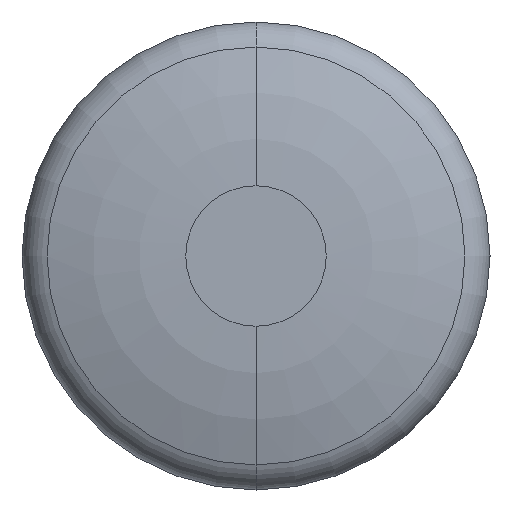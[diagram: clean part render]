
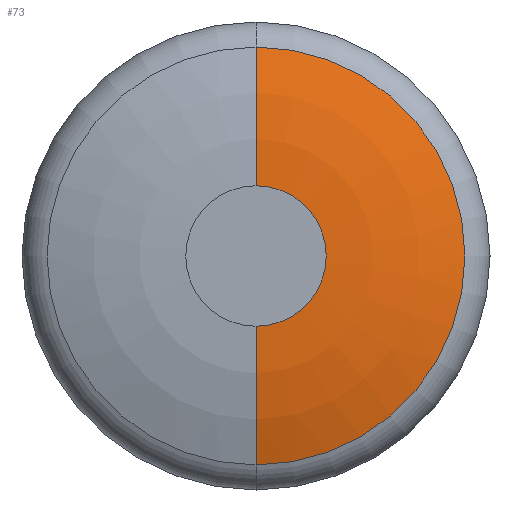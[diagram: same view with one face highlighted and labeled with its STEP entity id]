
A CAD part, front view. The second image highlights one B-rep face of the part: STEP entity #73.
In plain terms, the highlighted toroidal (fillet/blend) face has major radius 0.476 mm and minor radius 2.857 mm.
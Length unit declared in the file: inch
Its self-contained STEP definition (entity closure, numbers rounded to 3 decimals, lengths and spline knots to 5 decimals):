
#4 = CARTESIAN_POINT ( 'NONE',  ( 0., 0.00627, 0.05579 ) ) ;
#5 = CIRCLE ( 'NONE', #86, 0.1125 ) ;
#15 = CIRCLE ( 'NONE', #299, 0.01875 ) ;
#25 = FACE_OUTER_BOUND ( 'NONE', #163, .T. ) ;
#29 = DIRECTION ( 'NONE',  ( 0., 0., -1. ) ) ;
#34 = VERTEX_POINT ( 'NONE', #398 ) ;
#44 = VERTEX_POINT ( 'NONE', #218 ) ;
#73 = ADVANCED_FACE ( 'NONE', ( #25 ), #198, .T. ) ;
#84 = ORIENTED_EDGE ( 'NONE', *, *, #366, .F. ) ;
#85 = DIRECTION ( 'NONE',  ( 0., 0., 1. ) ) ;
#86 = AXIS2_PLACEMENT_3D ( 'NONE', #385, #197, #349 ) ;
#139 = DIRECTION ( 'NONE',  ( 0., 0., -1. ) ) ;
#140 = AXIS2_PLACEMENT_3D ( 'NONE', #234, #411, #139 ) ;
#163 = EDGE_LOOP ( 'NONE', ( #257, #485, #84, #374 ) ) ;
#187 = DIRECTION ( 'NONE',  ( 0., 0., -1. ) ) ;
#190 = CARTESIAN_POINT ( 'NONE',  ( 0., 0.1125, 0. ) ) ;
#197 = DIRECTION ( 'NONE',  ( 1., 0., 0. ) ) ;
#198 = TOROIDAL_SURFACE ( 'NONE', #341, 0.01875, 0.1125 ) ;
#218 = CARTESIAN_POINT ( 'NONE',  ( 0., 0.00627, -0.05579 ) ) ;
#234 = CARTESIAN_POINT ( 'NONE',  ( 0., 0.00627, 0. ) ) ;
#249 = VERTEX_POINT ( 'NONE', #413 ) ;
#257 = ORIENTED_EDGE ( 'NONE', *, *, #390, .T. ) ;
#266 = EDGE_CURVE ( 'NONE', #281, #34, #5, .T. ) ;
#276 = CIRCLE ( 'NONE', #140, 0.05579 ) ;
#281 = VERTEX_POINT ( 'NONE', #4 ) ;
#286 = CARTESIAN_POINT ( 'NONE',  ( 0., 0.1125, -0.01875 ) ) ;
#299 = AXIS2_PLACEMENT_3D ( 'NONE', #370, #466, #29 ) ;
#307 = EDGE_CURVE ( 'NONE', #44, #249, #323, .T. ) ;
#311 = DIRECTION ( 'NONE',  ( 0., -1., 0. ) ) ;
#323 = CIRCLE ( 'NONE', #335, 0.1125 ) ;
#335 = AXIS2_PLACEMENT_3D ( 'NONE', #286, #425, #85 ) ;
#341 = AXIS2_PLACEMENT_3D ( 'NONE', #190, #311, #187 ) ;
#349 = DIRECTION ( 'NONE',  ( 0., 0., -1. ) ) ;
#366 = EDGE_CURVE ( 'NONE', #249, #34, #15, .T. ) ;
#370 = CARTESIAN_POINT ( 'NONE',  ( 0., 0., 0. ) ) ;
#374 = ORIENTED_EDGE ( 'NONE', *, *, #307, .F. ) ;
#385 = CARTESIAN_POINT ( 'NONE',  ( 0., 0.1125, 0.01875 ) ) ;
#390 = EDGE_CURVE ( 'NONE', #44, #281, #276, .T. ) ;
#398 = CARTESIAN_POINT ( 'NONE',  ( 0., 0., 0.01875 ) ) ;
#411 = DIRECTION ( 'NONE',  ( 0., -1., 0. ) ) ;
#413 = CARTESIAN_POINT ( 'NONE',  ( 0., 0., -0.01875 ) ) ;
#425 = DIRECTION ( 'NONE',  ( -1., 0., 0. ) ) ;
#466 = DIRECTION ( 'NONE',  ( 0., -1., 0. ) ) ;
#485 = ORIENTED_EDGE ( 'NONE', *, *, #266, .T. ) ;
